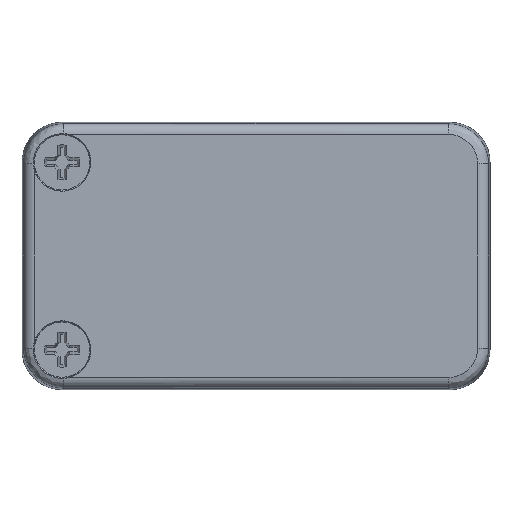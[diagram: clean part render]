
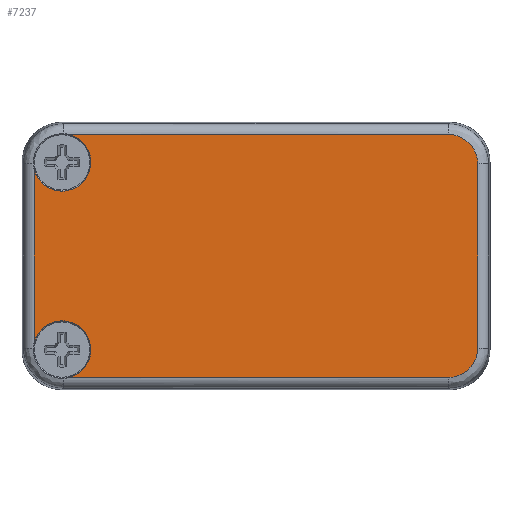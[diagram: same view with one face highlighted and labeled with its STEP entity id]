
A CAD part, front view. The second image highlights one B-rep face of the part: STEP entity #7237.
In plain terms, the highlighted planar face has unit normal (0, -1, 0).
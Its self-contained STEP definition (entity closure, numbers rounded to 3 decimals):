
#151=ELLIPSE('',#7619,2.201,2.2);
#152=ELLIPSE('',#7620,2.201,2.2);
#207=CIRCLE('',#7617,2.15);
#208=CIRCLE('',#7618,2.15);
#787=FACE_OUTER_BOUND('',#1224,.T.);
#1224=EDGE_LOOP('',(#5659,#5660,#5661,#5662,#5663,#5664,#5665,#5666));
#1884=LINE('',#11605,#2604);
#1885=LINE('',#11609,#2605);
#1886=LINE('',#11613,#2606);
#1887=LINE('',#11616,#2607);
#2604=VECTOR('',#8669,12.937);
#2605=VECTOR('',#8672,28.352);
#2606=VECTOR('',#8675,13.767);
#2607=VECTOR('',#8678,28.352);
#3268=VERTEX_POINT('',#11601);
#3269=VERTEX_POINT('',#11602);
#3270=VERTEX_POINT('',#11604);
#3271=VERTEX_POINT('',#11606);
#3272=VERTEX_POINT('',#11608);
#3273=VERTEX_POINT('',#11610);
#3274=VERTEX_POINT('',#11612);
#3275=VERTEX_POINT('',#11614);
#4119=EDGE_CURVE('',#3268,#3269,#207,.T.);
#4120=EDGE_CURVE('',#3270,#3269,#1884,.T.);
#4121=EDGE_CURVE('',#3270,#3271,#208,.T.);
#4122=EDGE_CURVE('',#3272,#3271,#1885,.T.);
#4123=EDGE_CURVE('',#3273,#3272,#151,.T.);
#4124=EDGE_CURVE('',#3274,#3273,#1886,.T.);
#4125=EDGE_CURVE('',#3275,#3274,#152,.T.);
#4126=EDGE_CURVE('',#3268,#3275,#1887,.T.);
#5659=ORIENTED_EDGE('',*,*,#4119,.T.);
#5660=ORIENTED_EDGE('',*,*,#4120,.F.);
#5661=ORIENTED_EDGE('',*,*,#4121,.T.);
#5662=ORIENTED_EDGE('',*,*,#4122,.F.);
#5663=ORIENTED_EDGE('',*,*,#4123,.F.);
#5664=ORIENTED_EDGE('',*,*,#4124,.F.);
#5665=ORIENTED_EDGE('',*,*,#4125,.F.);
#5666=ORIENTED_EDGE('',*,*,#4126,.F.);
#6946=PLANE('',#7616);
#7237=ADVANCED_FACE('',(#787),#6946,.T.);
#7616=AXIS2_PLACEMENT_3D('',#11600,#8665,#8666);
#7617=AXIS2_PLACEMENT_3D('',#11603,#8667,#8668);
#7618=AXIS2_PLACEMENT_3D('',#11607,#8670,#8671);
#7619=AXIS2_PLACEMENT_3D('',#11611,#8673,#8674);
#7620=AXIS2_PLACEMENT_3D('',#11615,#8676,#8677);
#8665=DIRECTION('center_axis',(0.,-1.,0.));
#8666=DIRECTION('ref_axis',(0.,0.,-1.));
#8667=DIRECTION('center_axis',(0.,1.,0.));
#8668=DIRECTION('ref_axis',(-1.,0.,0.));
#8669=DIRECTION('',(0.,0.,1.));
#8670=DIRECTION('center_axis',(0.,1.,0.));
#8671=DIRECTION('ref_axis',(-1.,0.,0.));
#8672=DIRECTION('',(-1.,0.,0.));
#8673=DIRECTION('center_axis',(0.,1.,0.));
#8674=DIRECTION('ref_axis',(0.707,0.,-0.707));
#8675=DIRECTION('',(0.,0.,-1.));
#8676=DIRECTION('center_axis',(0.,1.,0.));
#8677=DIRECTION('ref_axis',(0.707,0.,0.707));
#8678=DIRECTION('',(1.,0.,0.));
#11600=CARTESIAN_POINT('Origin',(0.,-7.5,0.));
#11601=CARTESIAN_POINT('',(-13.969,-7.5,9.083));
#11602=CARTESIAN_POINT('',(-16.583,-7.5,6.469));
#11603=CARTESIAN_POINT('Origin',(-14.5,-7.5,7.));
#11604=CARTESIAN_POINT('',(-16.583,-7.5,-6.469));
#11605=CARTESIAN_POINT('',(-16.583,-7.5,-5.));
#11606=CARTESIAN_POINT('',(-13.969,-7.5,-9.083));
#11607=CARTESIAN_POINT('Origin',(-14.5,-7.5,-7.));
#11608=CARTESIAN_POINT('',(14.383,-7.5,-9.083));
#11609=CARTESIAN_POINT('',(8.75,-7.5,-9.083));
#11610=CARTESIAN_POINT('',(16.583,-7.5,-6.883));
#11611=CARTESIAN_POINT('Origin',(14.383,-7.5,-6.883));
#11612=CARTESIAN_POINT('',(16.583,-7.5,6.883));
#11613=CARTESIAN_POINT('',(16.583,-7.5,5.));
#11614=CARTESIAN_POINT('',(14.383,-7.5,9.083));
#11615=CARTESIAN_POINT('Origin',(14.383,-7.5,6.883));
#11616=CARTESIAN_POINT('',(-8.75,-7.5,9.083));
